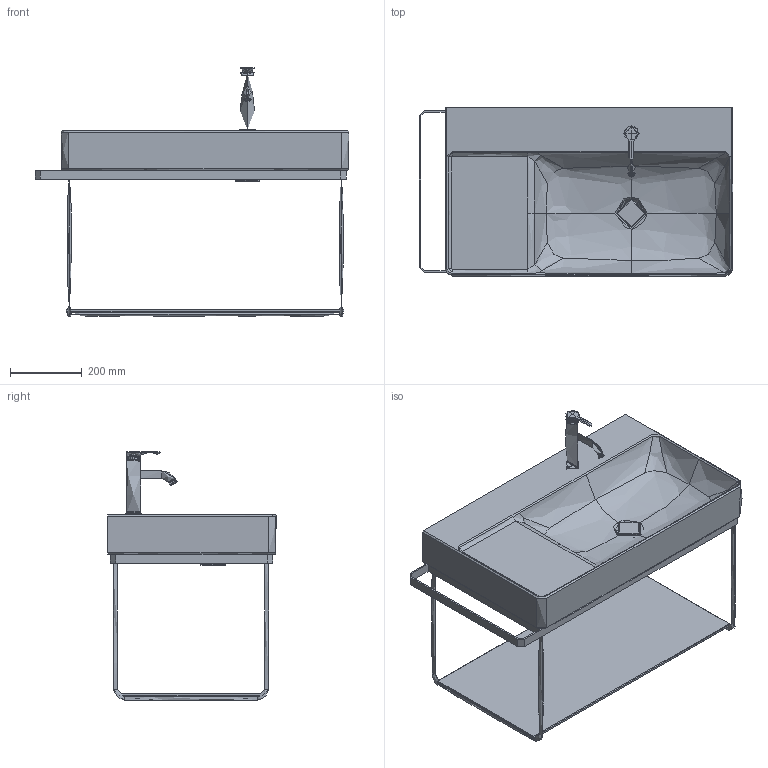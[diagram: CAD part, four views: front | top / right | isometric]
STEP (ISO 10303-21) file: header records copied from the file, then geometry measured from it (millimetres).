
FILE_DESCRIPTION(/* description */ (''),/* implementation_level */ '2;1');
FILE_NAME(/* name */ '234980_003112',/* time_stamp */ '2019-02-21T12:18:13+01:00',/* author */ (''),/* organization */ (''),/* preprocessor_version */ 'ST-DEVELOPER v15',/* originating_system */ '',/* authorisation */ '');
FILE_SCHEMA (('AUTOMOTIVE_DESIGN'));
Products named in the file (1): Document
Bounding box: 872.2 x 469.3 x 691.16 mm (x, y, z)
Volume: 2772411.3 mm3; surface area: 2266051.3 mm2
Topology: 10 solids, 27 shells, 898 faces, 2175 edges, 1292 vertices
Faces by surface type: bspline 898
Entity records: 128270 total; most frequent: CARTESIAN_POINT 101875, B_SPLINE_CURVE_WITH_KNOTS 5001, ORIENTED_EDGE 4186, PCURVE 4186, DEFINITIONAL_REPRESENTATION 4186, SURFACE_CURVE 2143, EDGE_CURVE 2143, VERTEX_POINT 1292
